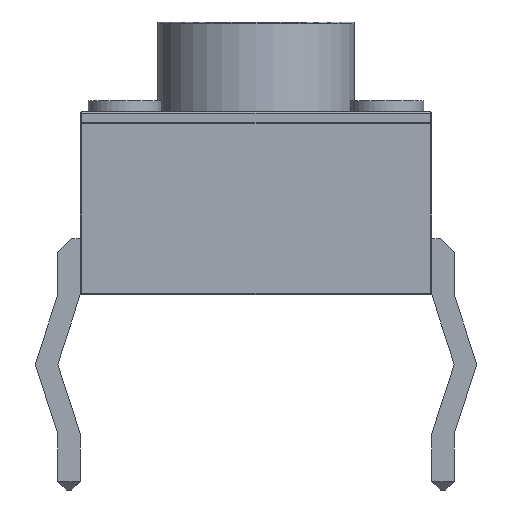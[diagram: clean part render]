
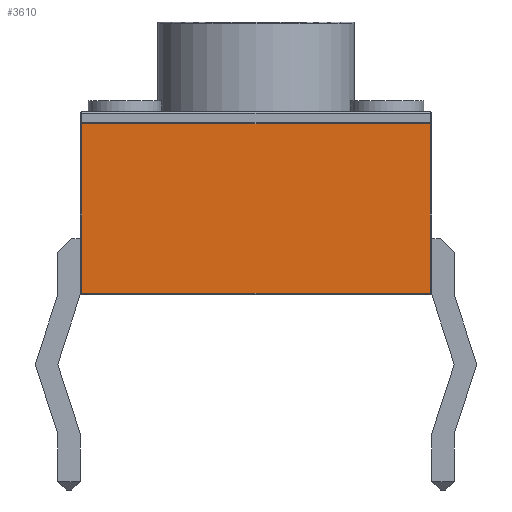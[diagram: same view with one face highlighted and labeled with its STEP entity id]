
A CAD part, front view. The second image highlights one B-rep face of the part: STEP entity #3610.
In plain terms, the highlighted planar face has unit normal (0, -1, 0).
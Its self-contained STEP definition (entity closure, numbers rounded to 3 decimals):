
#879 = CYLINDRICAL_SURFACE('',#880,0.025);
#880 = AXIS2_PLACEMENT_3D('',#881,#882,#883);
#881 = CARTESIAN_POINT('',(3.1,-3.1,0.));
#882 = DIRECTION('',(0.,0.,1.));
#883 = DIRECTION('',(1.,0.,0.));
#1190 = PLANE('',#1191);
#1191 = AXIS2_PLACEMENT_3D('',#1192,#1193,#1194);
#1192 = CARTESIAN_POINT('',(0.,0.,3.045));
#1193 = DIRECTION('',(0.,0.,1.));
#1194 = DIRECTION('',(1.,0.,0.));
#1531 = CYLINDRICAL_SURFACE('',#1532,0.025);
#1532 = AXIS2_PLACEMENT_3D('',#1533,#1534,#1535);
#1533 = CARTESIAN_POINT('',(3.1,-3.1,0.025));
#1534 = DIRECTION('',(-1.,0.,0.));
#1535 = DIRECTION('',(0.,-1.,0.));
#1815 = VERTEX_POINT('',#1816);
#1816 = CARTESIAN_POINT('',(3.1,-3.125,0.025));
#1843 = EDGE_CURVE('',#1815,#1844,#1846,.T.);
#1844 = VERTEX_POINT('',#1845);
#1845 = CARTESIAN_POINT('',(3.1,-3.125,3.045));
#1846 = SURFACE_CURVE('',#1847,(#1851,#1858),.PCURVE_S1.);
#1847 = LINE('',#1848,#1849);
#1848 = CARTESIAN_POINT('',(3.1,-3.125,0.));
#1849 = VECTOR('',#1850,1.);
#1850 = DIRECTION('',(0.,0.,1.));
#1851 = PCURVE('',#879,#1852);
#1852 = DEFINITIONAL_REPRESENTATION('',(#1853),#1857);
#1853 = LINE('',#1854,#1855);
#1854 = CARTESIAN_POINT('',(-1.571,0.));
#1855 = VECTOR('',#1856,1.);
#1856 = DIRECTION('',(-0.,1.));
#1857 = ( GEOMETRIC_REPRESENTATION_CONTEXT(2) 
PARAMETRIC_REPRESENTATION_CONTEXT() REPRESENTATION_CONTEXT('2D SPACE',''
  ) );
#1858 = PCURVE('',#1859,#1864);
#1859 = PLANE('',#1860);
#1860 = AXIS2_PLACEMENT_3D('',#1861,#1862,#1863);
#1861 = CARTESIAN_POINT('',(3.125,-3.125,0.));
#1862 = DIRECTION('',(0.,-1.,0.));
#1863 = DIRECTION('',(-1.,0.,0.));
#1864 = DEFINITIONAL_REPRESENTATION('',(#1865),#1869);
#1865 = LINE('',#1866,#1867);
#1866 = CARTESIAN_POINT('',(0.025,0.));
#1867 = VECTOR('',#1868,1.);
#1868 = DIRECTION('',(0.,-1.));
#1869 = ( GEOMETRIC_REPRESENTATION_CONTEXT(2) 
PARAMETRIC_REPRESENTATION_CONTEXT() REPRESENTATION_CONTEXT('2D SPACE',''
  ) );
#2459 = VERTEX_POINT('',#2460);
#2460 = CARTESIAN_POINT('',(-3.1,-3.125,3.045));
#2475 = CYLINDRICAL_SURFACE('',#2476,0.025);
#2476 = AXIS2_PLACEMENT_3D('',#2477,#2478,#2479);
#2477 = CARTESIAN_POINT('',(-3.1,-3.1,0.));
#2478 = DIRECTION('',(0.,0.,1.));
#2479 = DIRECTION('',(-1.,0.,0.));
#2487 = EDGE_CURVE('',#1844,#2459,#2488,.T.);
#2488 = SURFACE_CURVE('',#2489,(#2493,#2500),.PCURVE_S1.);
#2489 = LINE('',#2490,#2491);
#2490 = CARTESIAN_POINT('',(3.125,-3.125,3.045));
#2491 = VECTOR('',#2492,1.);
#2492 = DIRECTION('',(-1.,0.,0.));
#2493 = PCURVE('',#1190,#2494);
#2494 = DEFINITIONAL_REPRESENTATION('',(#2495),#2499);
#2495 = LINE('',#2496,#2497);
#2496 = CARTESIAN_POINT('',(3.125,-3.125));
#2497 = VECTOR('',#2498,1.);
#2498 = DIRECTION('',(-1.,-0.));
#2499 = ( GEOMETRIC_REPRESENTATION_CONTEXT(2) 
PARAMETRIC_REPRESENTATION_CONTEXT() REPRESENTATION_CONTEXT('2D SPACE',''
  ) );
#2500 = PCURVE('',#1859,#2501);
#2501 = DEFINITIONAL_REPRESENTATION('',(#2502),#2506);
#2502 = LINE('',#2503,#2504);
#2503 = CARTESIAN_POINT('',(0.,-3.045));
#2504 = VECTOR('',#2505,1.);
#2505 = DIRECTION('',(1.,0.));
#2506 = ( GEOMETRIC_REPRESENTATION_CONTEXT(2) 
PARAMETRIC_REPRESENTATION_CONTEXT() REPRESENTATION_CONTEXT('2D SPACE',''
  ) );
#3514 = VERTEX_POINT('',#3515);
#3515 = CARTESIAN_POINT('',(-3.1,-3.125,0.025));
#3535 = EDGE_CURVE('',#1815,#3514,#3536,.T.);
#3536 = SURFACE_CURVE('',#3537,(#3541,#3548),.PCURVE_S1.);
#3537 = LINE('',#3538,#3539);
#3538 = CARTESIAN_POINT('',(3.1,-3.125,0.025));
#3539 = VECTOR('',#3540,1.);
#3540 = DIRECTION('',(-1.,0.,0.));
#3541 = PCURVE('',#1531,#3542);
#3542 = DEFINITIONAL_REPRESENTATION('',(#3543),#3547);
#3543 = LINE('',#3544,#3545);
#3544 = CARTESIAN_POINT('',(-0.,0.));
#3545 = VECTOR('',#3546,1.);
#3546 = DIRECTION('',(-0.,1.));
#3547 = ( GEOMETRIC_REPRESENTATION_CONTEXT(2) 
PARAMETRIC_REPRESENTATION_CONTEXT() REPRESENTATION_CONTEXT('2D SPACE',''
  ) );
#3548 = PCURVE('',#1859,#3549);
#3549 = DEFINITIONAL_REPRESENTATION('',(#3550),#3554);
#3550 = LINE('',#3551,#3552);
#3551 = CARTESIAN_POINT('',(0.025,-0.025));
#3552 = VECTOR('',#3553,1.);
#3553 = DIRECTION('',(1.,0.));
#3554 = ( GEOMETRIC_REPRESENTATION_CONTEXT(2) 
PARAMETRIC_REPRESENTATION_CONTEXT() REPRESENTATION_CONTEXT('2D SPACE',''
  ) );
#3610 = ADVANCED_FACE('',(#3611),#1859,.T.);
#3611 = FACE_BOUND('',#3612,.T.);
#3612 = EDGE_LOOP('',(#3613,#3614,#3615,#3636));
#3613 = ORIENTED_EDGE('',*,*,#1843,.T.);
#3614 = ORIENTED_EDGE('',*,*,#2487,.T.);
#3615 = ORIENTED_EDGE('',*,*,#3616,.F.);
#3616 = EDGE_CURVE('',#3514,#2459,#3617,.T.);
#3617 = SURFACE_CURVE('',#3618,(#3622,#3629),.PCURVE_S1.);
#3618 = LINE('',#3619,#3620);
#3619 = CARTESIAN_POINT('',(-3.1,-3.125,0.));
#3620 = VECTOR('',#3621,1.);
#3621 = DIRECTION('',(0.,0.,1.));
#3622 = PCURVE('',#1859,#3623);
#3623 = DEFINITIONAL_REPRESENTATION('',(#3624),#3628);
#3624 = LINE('',#3625,#3626);
#3625 = CARTESIAN_POINT('',(6.225,0.));
#3626 = VECTOR('',#3627,1.);
#3627 = DIRECTION('',(0.,-1.));
#3628 = ( GEOMETRIC_REPRESENTATION_CONTEXT(2) 
PARAMETRIC_REPRESENTATION_CONTEXT() REPRESENTATION_CONTEXT('2D SPACE',''
  ) );
#3629 = PCURVE('',#2475,#3630);
#3630 = DEFINITIONAL_REPRESENTATION('',(#3631),#3635);
#3631 = LINE('',#3632,#3633);
#3632 = CARTESIAN_POINT('',(1.571,0.));
#3633 = VECTOR('',#3634,1.);
#3634 = DIRECTION('',(0.,1.));
#3635 = ( GEOMETRIC_REPRESENTATION_CONTEXT(2) 
PARAMETRIC_REPRESENTATION_CONTEXT() REPRESENTATION_CONTEXT('2D SPACE',''
  ) );
#3636 = ORIENTED_EDGE('',*,*,#3535,.F.);
